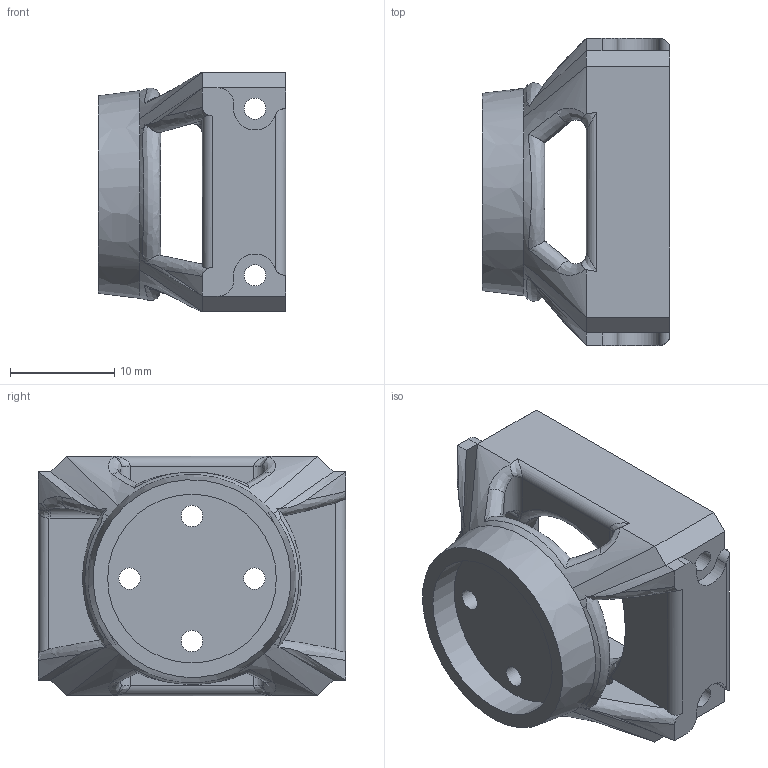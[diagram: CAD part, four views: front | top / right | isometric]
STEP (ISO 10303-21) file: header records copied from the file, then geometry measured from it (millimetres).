
FILE_DESCRIPTION(/* description */ ('','CAx-IF Rec.Pracs.---Representation and Presentation of Product Manufacturing Information (PMI)---4.0---2014-10-13'),/* implementation_level */ '2;1');
FILE_NAME(/* name */ 'ARM_1.step',/* time_stamp */ '2025-02-11T17:36:05+08:00',/* author */ (''),/* organization */ (''),/* preprocessor_version */ 'ST-DEVELOPER v20',/* originating_system */ 'Autodesk Translation Framework v13.20.0.188',/* authorisation */ '');
FILE_SCHEMA (('AP242_MANAGED_MODEL_BASED_3D_ENGINEERING_MIM_LF { 1 0 10303 442 1 1 4 }'));
Length unit declared in the file: millimetre
Products named in the file (1): 件2(镜像) (1)
Bounding box: 18 x 29.5 x 23 mm (x, y, z)
Volume: 3750.6 mm3; surface area: 3725.3 mm2
Topology: 1 solids, 1 shells, 144 faces, 413 edges, 270 vertices
Faces by surface type: plane 52, bspline 49, cylinder 42, torus 1
Full cylindrical faces by diameter (mm): 2.05 x8, 3.6 x4, 16 x1, 16.2 x1
Entity records: 6908 total; most frequent: CARTESIAN_POINT 3348, ORIENTED_EDGE 826, DIRECTION 593, EDGE_CURVE 413, VERTEX_POINT 270, AXIS2_PLACEMENT_3D 207, LINE 179, VECTOR 179
